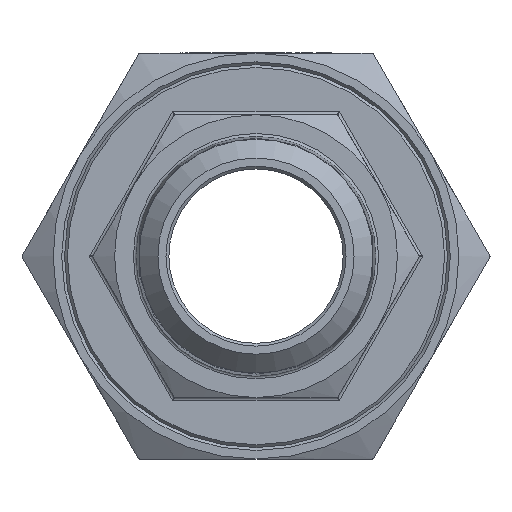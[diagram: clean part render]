
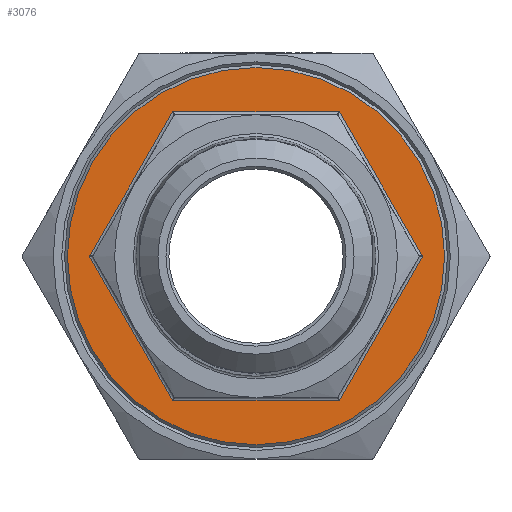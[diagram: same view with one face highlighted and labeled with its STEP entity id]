
A CAD part, left-side view. The second image highlights one B-rep face of the part: STEP entity #3076.
In plain terms, the highlighted planar face has unit normal (-1, 0, 0).
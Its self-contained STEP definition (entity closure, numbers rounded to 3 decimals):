
#31 = VECTOR ( 'NONE', #6775, 1000. ) ;
#53 = VECTOR ( 'NONE', #6754, 1000. ) ;
#1256 = ORIENTED_EDGE ( 'NONE', *, *, #2983, .F. ) ;
#1260 = ORIENTED_EDGE ( 'NONE', *, *, #4262, .F. ) ;
#1281 = ORIENTED_EDGE ( 'NONE', *, *, #4263, .F. ) ;
#1301 = ORIENTED_EDGE ( 'NONE', *, *, #4271, .T. ) ;
#1311 = ORIENTED_EDGE ( 'NONE', *, *, #3983, .F. ) ;
#1319 = ORIENTED_EDGE ( 'NONE', *, *, #2970, .F. ) ;
#1332 = ORIENTED_EDGE ( 'NONE', *, *, #2963, .F. ) ;
#2963 = EDGE_CURVE ( 'NONE', #10851, #12225, #6779, .T. ) ;
#2970 = EDGE_CURVE ( 'NONE', #12230, #10851, #6794, .T. ) ;
#2983 = EDGE_CURVE ( 'NONE', #12225, #10853, #6834, .T. ) ;
#3076 = ADVANCED_FACE ( 'NONE', ( #8603, #8595 ), #8596, .T. ) ;
#3644 = EDGE_LOOP ( 'NONE', ( #1319, #1281, #1311, #1260, #1256, #1332 ) ) ;
#3983 = EDGE_CURVE ( 'NONE', #10796, #10825, #8879, .T. ) ;
#4262 = EDGE_CURVE ( 'NONE', #10853, #10796, #10063, .T. ) ;
#4263 = EDGE_CURVE ( 'NONE', #10825, #12230, #10082, .T. ) ;
#4271 = EDGE_CURVE ( 'NONE', #10654, #10654, #11430, .T. ) ;
#6754 = DIRECTION ( 'NONE',  ( 0., -0.5, -0.866 ) ) ;
#6775 = DIRECTION ( 'NONE',  ( 0., -1., 0. ) ) ;
#6779 = LINE ( 'NONE', #6783, #31 ) ;
#6783 = CARTESIAN_POINT ( 'NONE',  ( -12.45, 7.145, -25.25 ) ) ;
#6794 = LINE ( 'NONE', #6801, #53 ) ;
#6801 = CARTESIAN_POINT ( 'NONE',  ( -12.45, 25.439, -6.437 ) ) ;
#6834 = LINE ( 'NONE', #6863, #8099 ) ;
#6858 = DIRECTION ( 'NONE',  ( 0., -0.5, 0.866 ) ) ;
#6863 = CARTESIAN_POINT ( 'NONE',  ( -12.45, -18.295, -18.813 ) ) ;
#8099 = VECTOR ( 'NONE', #6858, 1000. ) ;
#8121 = AXIS2_PLACEMENT_3D ( 'NONE', #8570, #8589, #8616 ) ;
#8570 = CARTESIAN_POINT ( 'NONE',  ( -12.45, 0., 0. ) ) ;
#8589 = DIRECTION ( 'NONE',  ( -1., 0., 0. ) ) ;
#8595 = FACE_BOUND ( 'NONE', #3644, .T. ) ;
#8596 = PLANE ( 'NONE',  #8121 ) ;
#8603 = FACE_OUTER_BOUND ( 'NONE', #12331, .T. ) ;
#8616 = DIRECTION ( 'NONE',  ( 0., -1., 0. ) ) ;
#8870 = CARTESIAN_POINT ( 'NONE',  ( -12.45, -7.145, 25.25 ) ) ;
#8877 = DIRECTION ( 'NONE',  ( 0., 1., 0. ) ) ;
#8879 = LINE ( 'NONE', #8870, #11248 ) ;
#10063 = LINE ( 'NONE', #10077, #11371 ) ;
#10077 = CARTESIAN_POINT ( 'NONE',  ( -12.45, -25.439, 6.437 ) ) ;
#10081 = DIRECTION ( 'NONE',  ( 0., 0.5, 0.866 ) ) ;
#10082 = LINE ( 'NONE', #10122, #11382 ) ;
#10114 = DIRECTION ( 'NONE',  ( -1., 0., 0. ) ) ;
#10115 = CARTESIAN_POINT ( 'NONE',  ( -12.45, 0., 0. ) ) ;
#10122 = CARTESIAN_POINT ( 'NONE',  ( -12.45, 18.295, 18.813 ) ) ;
#10149 = DIRECTION ( 'NONE',  ( 0., 0., 1. ) ) ;
#10154 = DIRECTION ( 'NONE',  ( 0., 0.5, -0.866 ) ) ;
#10246 = CARTESIAN_POINT ( 'NONE',  ( -12.45, -14.578, 25.25 ) ) ;
#10323 = CARTESIAN_POINT ( 'NONE',  ( -12.45, -29.156, 0. ) ) ;
#10325 = CARTESIAN_POINT ( 'NONE',  ( -12.45, 14.578, 25.25 ) ) ;
#10337 = CARTESIAN_POINT ( 'NONE',  ( -12.45, 14.578, -25.25 ) ) ;
#10615 = CARTESIAN_POINT ( 'NONE',  ( -12.45, 29.156, 0. ) ) ;
#10624 = CARTESIAN_POINT ( 'NONE',  ( -12.45, -14.578, -25.25 ) ) ;
#10654 = VERTEX_POINT ( 'NONE', #10655 ) ;
#10655 = CARTESIAN_POINT ( 'NONE',  ( -12.45, 0., 33. ) ) ;
#10796 = VERTEX_POINT ( 'NONE', #10246 ) ;
#10825 = VERTEX_POINT ( 'NONE', #10325 ) ;
#10851 = VERTEX_POINT ( 'NONE', #10337 ) ;
#10853 = VERTEX_POINT ( 'NONE', #10323 ) ;
#11248 = VECTOR ( 'NONE', #8877, 1000. ) ;
#11371 = VECTOR ( 'NONE', #10081, 1000. ) ;
#11382 = VECTOR ( 'NONE', #10154, 1000. ) ;
#11424 = AXIS2_PLACEMENT_3D ( 'NONE', #10115, #10114, #10149 ) ;
#11430 = CIRCLE ( 'NONE', #11424, 33. ) ;
#12225 = VERTEX_POINT ( 'NONE', #10624 ) ;
#12230 = VERTEX_POINT ( 'NONE', #10615 ) ;
#12331 = EDGE_LOOP ( 'NONE', ( #1301 ) ) ;
